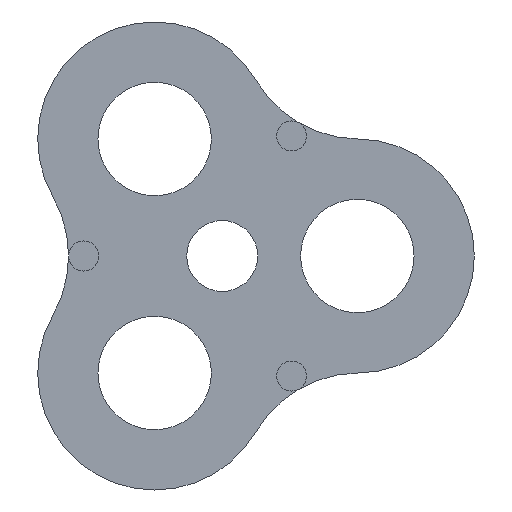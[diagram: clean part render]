
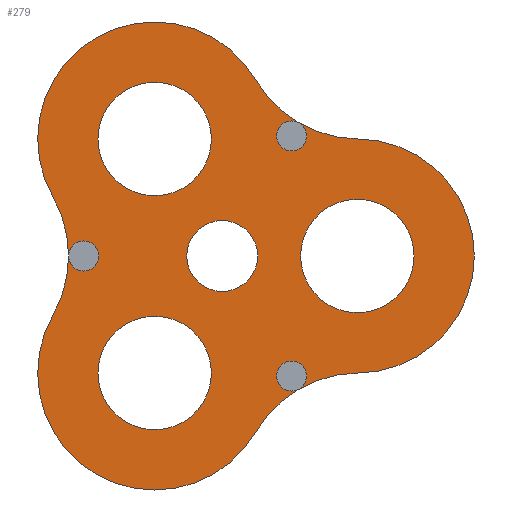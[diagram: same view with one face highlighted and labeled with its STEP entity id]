
A CAD part, front view. The second image highlights one B-rep face of the part: STEP entity #279.
In plain terms, the highlighted planar face has unit normal (0, -1, 0).
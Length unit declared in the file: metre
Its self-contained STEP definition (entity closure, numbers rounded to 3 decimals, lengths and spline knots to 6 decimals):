
#13=PLANE('',#333);
#74=ORIENTED_EDGE('',*,*,#125,.F.);
#75=ORIENTED_EDGE('',*,*,#123,.F.);
#76=ORIENTED_EDGE('',*,*,#121,.F.);
#77=ORIENTED_EDGE('',*,*,#119,.F.);
#78=ORIENTED_EDGE('',*,*,#108,.F.);
#79=ORIENTED_EDGE('',*,*,#128,.F.);
#80=ORIENTED_EDGE('',*,*,#107,.F.);
#81=ORIENTED_EDGE('',*,*,#111,.T.);
#82=ORIENTED_EDGE('',*,*,#115,.F.);
#83=ORIENTED_EDGE('',*,*,#129,.F.);
#84=ORIENTED_EDGE('',*,*,#114,.F.);
#85=ORIENTED_EDGE('',*,*,#126,.T.);
#86=ORIENTED_EDGE('',*,*,#100,.F.);
#87=ORIENTED_EDGE('',*,*,#130,.F.);
#88=ORIENTED_EDGE('',*,*,#99,.F.);
#89=ORIENTED_EDGE('',*,*,#104,.T.);
#99=EDGE_CURVE('',#134,#135,#160,.T.);
#100=EDGE_CURVE('',#135,#136,#161,.T.);
#104=EDGE_CURVE('',#134,#139,#163,.T.);
#107=EDGE_CURVE('',#141,#142,#165,.T.);
#108=EDGE_CURVE('',#142,#139,#166,.T.);
#111=EDGE_CURVE('',#141,#144,#168,.T.);
#114=EDGE_CURVE('',#146,#147,#170,.T.);
#115=EDGE_CURVE('',#147,#144,#171,.T.);
#119=EDGE_CURVE('',#150,#150,#174,.T.);
#121=EDGE_CURVE('',#152,#152,#176,.T.);
#123=EDGE_CURVE('',#154,#154,#178,.T.);
#125=EDGE_CURVE('',#156,#156,#180,.T.);
#126=EDGE_CURVE('',#146,#136,#181,.T.);
#128=EDGE_CURVE('',#142,#142,#183,.T.);
#129=EDGE_CURVE('',#147,#147,#184,.T.);
#130=EDGE_CURVE('',#135,#135,#185,.T.);
#134=VERTEX_POINT('',#451);
#135=VERTEX_POINT('',#452);
#136=VERTEX_POINT('',#454);
#139=VERTEX_POINT('',#462);
#141=VERTEX_POINT('',#468);
#142=VERTEX_POINT('',#469);
#144=VERTEX_POINT('',#476);
#146=VERTEX_POINT('',#482);
#147=VERTEX_POINT('',#483);
#150=VERTEX_POINT('',#492);
#152=VERTEX_POINT('',#497);
#154=VERTEX_POINT('',#502);
#156=VERTEX_POINT('',#507);
#160=CIRCLE('',#300,0.0254);
#161=CIRCLE('',#301,0.0254);
#163=CIRCLE('',#304,0.024747);
#165=CIRCLE('',#307,0.0254);
#166=CIRCLE('',#308,0.0254);
#168=CIRCLE('',#311,0.024747);
#170=CIRCLE('',#314,0.0254);
#171=CIRCLE('',#315,0.0254);
#174=CIRCLE('',#319,0.012);
#176=CIRCLE('',#322,0.012);
#178=CIRCLE('',#325,0.012);
#180=CIRCLE('',#328,0.0075);
#181=CIRCLE('',#330,0.024747);
#183=CIRCLE('',#334,0.003175);
#184=CIRCLE('',#335,0.003175);
#185=CIRCLE('',#336,0.003175);
#208=EDGE_LOOP('',(#74));
#209=EDGE_LOOP('',(#75));
#210=EDGE_LOOP('',(#76));
#211=EDGE_LOOP('',(#77));
#212=EDGE_LOOP('',(#78,#79,#80,#81,#82,#83,#84,#85,#86,#87,#88,#89));
#241=FACE_BOUND('',#208,.T.);
#242=FACE_BOUND('',#209,.T.);
#243=FACE_BOUND('',#210,.T.);
#244=FACE_BOUND('',#211,.T.);
#245=FACE_BOUND('',#212,.T.);
#279=ADVANCED_FACE('',(#241,#242,#243,#244,#245),#13,.T.);
#300=AXIS2_PLACEMENT_3D('',#450,#350,#351);
#301=AXIS2_PLACEMENT_3D('',#453,#352,#353);
#304=AXIS2_PLACEMENT_3D('',#461,#360,#361);
#307=AXIS2_PLACEMENT_3D('',#467,#367,#368);
#308=AXIS2_PLACEMENT_3D('',#470,#369,#370);
#311=AXIS2_PLACEMENT_3D('',#475,#376,#377);
#314=AXIS2_PLACEMENT_3D('',#481,#383,#384);
#315=AXIS2_PLACEMENT_3D('',#484,#385,#386);
#319=AXIS2_PLACEMENT_3D('',#491,#394,#395);
#322=AXIS2_PLACEMENT_3D('',#496,#400,#401);
#325=AXIS2_PLACEMENT_3D('',#501,#406,#407);
#328=AXIS2_PLACEMENT_3D('',#506,#412,#413);
#330=AXIS2_PLACEMENT_3D('',#509,#416,#417);
#333=AXIS2_PLACEMENT_3D('',#512,#422,#423);
#334=AXIS2_PLACEMENT_3D('',#513,#424,#425);
#335=AXIS2_PLACEMENT_3D('',#514,#426,#427);
#336=AXIS2_PLACEMENT_3D('',#515,#428,#429);
#350=DIRECTION('',(0.,-1.,0.));
#351=DIRECTION('',(0.,0.,-1.));
#352=DIRECTION('',(0.,-1.,0.));
#353=DIRECTION('',(0.,0.,-1.));
#360=DIRECTION('',(0.,-1.,0.));
#361=DIRECTION('',(0.,0.,-1.));
#367=DIRECTION('',(0.,-1.,0.));
#368=DIRECTION('',(0.,0.,-1.));
#369=DIRECTION('',(0.,-1.,0.));
#370=DIRECTION('',(0.,0.,-1.));
#376=DIRECTION('',(0.,-1.,0.));
#377=DIRECTION('',(0.,0.,-1.));
#383=DIRECTION('',(0.,-1.,0.));
#384=DIRECTION('',(0.,0.,-1.));
#385=DIRECTION('',(0.,-1.,0.));
#386=DIRECTION('',(0.,0.,-1.));
#394=DIRECTION('',(0.,-1.,0.));
#395=DIRECTION('',(0.,0.,-1.));
#400=DIRECTION('',(0.,-1.,0.));
#401=DIRECTION('',(0.,0.,-1.));
#406=DIRECTION('',(0.,-1.,0.));
#407=DIRECTION('',(0.,0.,-1.));
#412=DIRECTION('',(0.,-1.,0.));
#413=DIRECTION('',(0.,0.,-1.));
#416=DIRECTION('',(0.,-1.,0.));
#417=DIRECTION('',(0.,0.,-1.));
#422=DIRECTION('',(0.,-1.,0.));
#423=DIRECTION('',(1.,0.,0.));
#424=DIRECTION('',(0.,-1.,0.));
#425=DIRECTION('',(0.,0.,-1.));
#426=DIRECTION('',(0.,-1.,0.));
#427=DIRECTION('',(0.,0.,-1.));
#428=DIRECTION('',(0.,-1.,0.));
#429=DIRECTION('',(0.,0.,-1.));
#450=CARTESIAN_POINT('',(-0.057903,0.002,0.));
#451=CARTESIAN_POINT('',(-0.035811,0.002,-0.012535));
#452=CARTESIAN_POINT('',(-0.032503,0.002,0.));
#453=CARTESIAN_POINT('',(-0.057903,0.002,0.));
#454=CARTESIAN_POINT('',(-0.035811,0.002,0.012535));
#461=CARTESIAN_POINT('',(-0.014288,0.002,-0.024747));
#462=CARTESIAN_POINT('',(0.00705,0.002,-0.037281));
#467=CARTESIAN_POINT('',(0.028951,0.002,-0.050145));
#468=CARTESIAN_POINT('',(0.028761,0.002,-0.024746));
#469=CARTESIAN_POINT('',(0.016251,0.002,-0.028148));
#470=CARTESIAN_POINT('',(0.028951,0.002,-0.050145));
#475=CARTESIAN_POINT('',(0.028575,0.002,0.));
#476=CARTESIAN_POINT('',(0.028761,0.002,0.024746));
#481=CARTESIAN_POINT('',(0.028951,0.002,0.050145));
#482=CARTESIAN_POINT('',(0.00705,0.002,0.037281));
#483=CARTESIAN_POINT('',(0.016251,0.002,0.028148));
#484=CARTESIAN_POINT('',(0.028951,0.002,0.050145));
#491=CARTESIAN_POINT('',(-0.014288,0.002,0.024747));
#492=CARTESIAN_POINT('',(-0.014288,0.002,0.012747));
#496=CARTESIAN_POINT('',(0.028575,0.002,0.));
#497=CARTESIAN_POINT('',(0.028575,0.002,-0.012));
#501=CARTESIAN_POINT('',(-0.014288,0.002,-0.024747));
#502=CARTESIAN_POINT('',(-0.014288,0.002,-0.036747));
#506=CARTESIAN_POINT('',(0.,0.002,0.));
#507=CARTESIAN_POINT('',(0.,0.002,-0.0075));
#509=CARTESIAN_POINT('',(-0.014287,0.002,0.024747));
#512=CARTESIAN_POINT('',(0.007144,0.002,0.));
#513=CARTESIAN_POINT('',(0.014664,0.002,-0.025399));
#514=CARTESIAN_POINT('',(0.014664,0.002,0.025399));
#515=CARTESIAN_POINT('',(-0.029328,0.002,0.));
